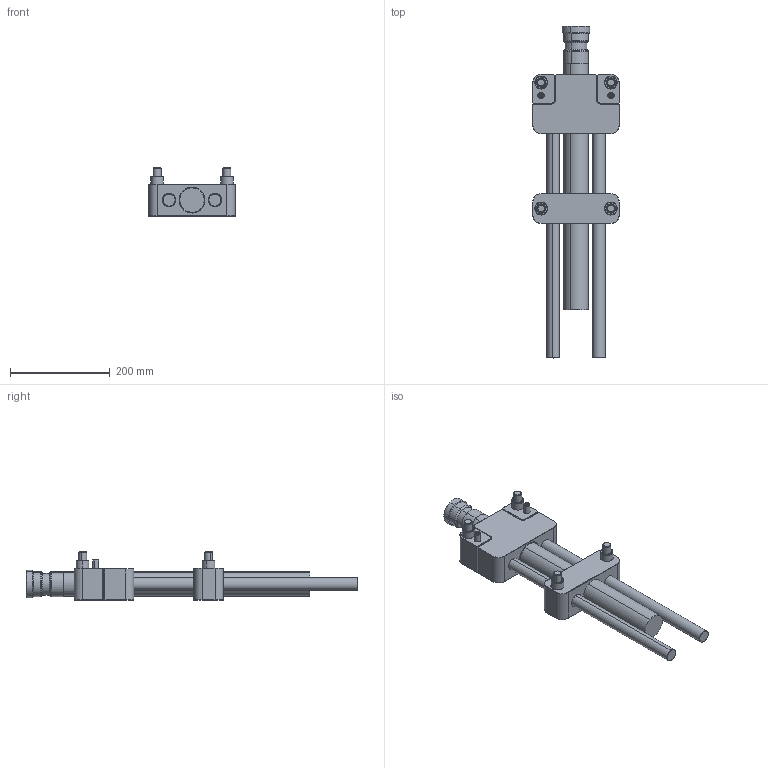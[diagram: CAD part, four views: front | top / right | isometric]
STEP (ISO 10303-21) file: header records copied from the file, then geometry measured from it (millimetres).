
FILE_DESCRIPTION (( 'STEP AP214' ), '1' );
FILE_NAME ('EZ501625.STEP', '2022-12-01T10:22:53', ( '' ), ( '' ), 'SwSTEP 2.0', 'SolidWorks 2021', '' );
FILE_SCHEMA (( 'AUTOMOTIVE_DESIGN' ));
Length unit declared in the file: millimetre
Products named in the file (19): EX501600-H_Predeterminado; 3IMAN10X5_Predeterminado; 1BOLA-D4_Predeterminado; EX501600-B_Predeterminado; EX501600-D_Predeterminado; EX501600-E_Predeterminado; 3CASQ-EX50_Predeterminado; EZ501625-A_Predeterminado; EX501600-C_Predeterminado; ZBS063_Predeterminado; 3CASQ-EZ50_Predeterminado; 1PCR79791240_ISO 8735-12x32-A-St; EZ501625-J_Predeterminado; EX501600-F_Predeterminado; EZ501625; 1DIN9121690_DIN 912 M16 x 80 --- 44C; 1DIN91220100_Predeterminado; EZ501625-I_Predeterminado; 3MUELLE-EX50_comprimida
Assembly tree (33 placements, depth 2):
  EZ501625
    EZ501625-A_Predeterminado
    EX501600-B_Predeterminado
    EX501600-C_Predeterminado
    EX501600-D_Predeterminado  x2
    EX501600-E_Predeterminado
    EX501600-F_Predeterminado  x2
    EX501600-H_Predeterminado
    EZ501625-I_Predeterminado
    EZ501625-J_Predeterminado  x2
    1PCR79791240_ISO 8735-12x32-A-St  x2
    1BOLA-D4_Predeterminado  x2
    3CASQ-EX50_Predeterminado  x2
    3CASQ-EZ50_Predeterminado  x2
    ZBS063_Predeterminado  x4
    1DIN9121690_DIN 912 M16 x 80 --- 44C  x4
    3IMAN10X5_Predeterminado  x2
    3MUELLE-EX50_comprimida  x2
    1DIN91220100_Predeterminado
Bounding box: 174 x 666.58 x 96.5 mm (x, y, z)
Volume: 3088700.5 mm3; surface area: 519197.5 mm2
Topology: 37 solids, 37 shells, 960 faces, 2126 edges, 1256 vertices
Faces by surface type: plane 318, cylinder 248, cone 236, torus 136, bspline 14, sphere 8
Entity records: 24411 total; most frequent: CARTESIAN_POINT 8707, DIRECTION 3315, ORIENTED_EDGE 2890, EDGE_CURVE 1445, AXIS2_PLACEMENT_3D 1301, VERTEX_POINT 861, EDGE_LOOP 718, VECTOR 713
